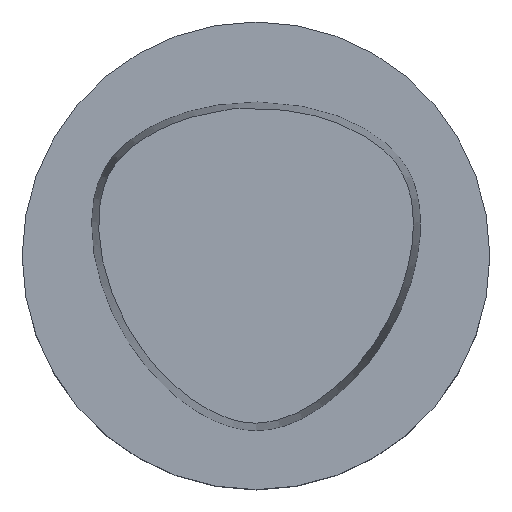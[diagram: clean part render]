
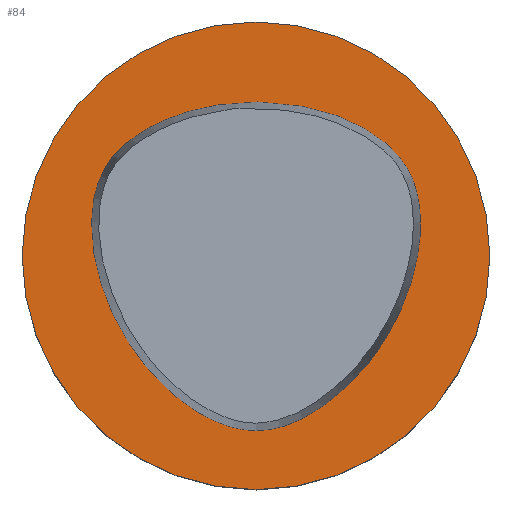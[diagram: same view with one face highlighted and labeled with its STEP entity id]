
A CAD part, top view. The second image highlights one B-rep face of the part: STEP entity #84.
In plain terms, the highlighted planar face has unit normal (0, 0, 1).
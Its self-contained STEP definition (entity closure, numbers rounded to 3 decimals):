
#76=EDGE_CURVE('Unnamed[1]',#185,#185,#186,.T.);
#84=ADVANCED_FACE('Unnamed[1]',(#196,#197),#198,.T.);
#126=EDGE_CURVE('Unnamed[1]',#234,#234,#259,.T.);
#185=VERTEX_POINT('',#326);
#186=CIRCLE('',#327,25.0);
#196=FACE_BOUND('',#340,.T.);
#197=FACE_OUTER_BOUND('',#341,.T.);
#198=PLANE('',#342);
#234=VERTEX_POINT('',#387);
#259=B_SPLINE_CURVE_WITH_KNOTS('',3,(#804,#805,#806,#807,#808,#809,#810,#811,#812,#813,#814,#815,#816,#817,#818,#819,#820,#821,#822,#823,#824,#825,#826,#827,#828,#829,#830,#831,#832,#833,#834,#835,#836,#837,#838,#839,#840,#841,#842,#843,#844,#845,#846,#847,#848,#849,#850,#851,#852,#853,#854,#855,#856,#857,#858,#859,#860,#861,#862,#863,#864,#865,#866,#867,#868,#869,#870,#871,#872,#873,#874,#875,#876,#877,#878,#879,#880,#881,#882,#883,#884,#885,#886,#887,#888,#889,#890,#891,#892,#893,#894,#895,#896,#897,#898,#899),.UNSPECIFIED.,.T.,.F.,(4,2,2,2,2,2,2,2,2,2,2,2,2,2,2,2,2,2,2,2,2,2,2,2,2,2,2,2,2,2,2,2,2,2,2,2,2,2,2,2,2,2,2,2,2,2,2,4),(0.0,0.,0.023,0.046,0.069,0.091,0.112,0.133,0.153,0.173,0.194,0.214,0.236,0.257,0.28,0.302,0.326,0.349,0.372,0.395,0.417,0.438,0.459,0.48,0.5,0.52,0.541,0.562,0.583,0.605,0.628,0.651,0.674,0.698,0.72,0.743,0.764,0.786,0.806,0.827,0.847,0.867,0.888,0.909,0.931,0.954,0.977,1.0),.UNSPECIFIED.);
#326=CARTESIAN_POINT('',(0.,25.0,0.));
#327=AXIS2_PLACEMENT_3D('',#1008,#1009,#1010);
#340=EDGE_LOOP('',(#1020));
#341=EDGE_LOOP('',(#1021));
#342=AXIS2_PLACEMENT_3D('',#1022,#1023,#1024);
#387=CARTESIAN_POINT('',(-0.001,-18.694,0.));
#804=CARTESIAN_POINT('',(-0.001,-18.694,0.));
#805=CARTESIAN_POINT('',(-0.011,-18.694,0.));
#806=CARTESIAN_POINT('',(-0.02,-18.694,0.));
#807=CARTESIAN_POINT('',(-0.871,-18.695,0.));
#808=CARTESIAN_POINT('',(-1.713,-18.556,0.));
#809=CARTESIAN_POINT('',(-3.347,-18.108,0.));
#810=CARTESIAN_POINT('',(-4.138,-17.797,0.0));
#811=CARTESIAN_POINT('',(-5.644,-17.061,0.));
#812=CARTESIAN_POINT('',(-6.361,-16.639,0.));
#813=CARTESIAN_POINT('',(-7.712,-15.718,0.));
#814=CARTESIAN_POINT('',(-8.348,-15.221,0.));
#815=CARTESIAN_POINT('',(-9.549,-14.18,0.0));
#816=CARTESIAN_POINT('',(-10.114,-13.638,0.));
#817=CARTESIAN_POINT('',(-11.179,-12.514,0.));
#818=CARTESIAN_POINT('',(-11.678,-11.934,0.0));
#819=CARTESIAN_POINT('',(-12.616,-10.742,0.));
#820=CARTESIAN_POINT('',(-13.055,-10.13,0.0));
#821=CARTESIAN_POINT('',(-13.877,-8.876,0.));
#822=CARTESIAN_POINT('',(-14.26,-8.233,0.));
#823=CARTESIAN_POINT('',(-14.972,-6.916,0.));
#824=CARTESIAN_POINT('',(-15.3,-6.242,0.0));
#825=CARTESIAN_POINT('',(-15.902,-4.857,0.0));
#826=CARTESIAN_POINT('',(-16.174,-4.147,0.));
#827=CARTESIAN_POINT('',(-16.658,-2.689,0.0));
#828=CARTESIAN_POINT('',(-16.869,-1.941,0.0));
#829=CARTESIAN_POINT('',(-17.218,-0.406,0.0));
#830=CARTESIAN_POINT('',(-17.354,0.381,0.0));
#831=CARTESIAN_POINT('',(-17.542,1.99,0.0));
#832=CARTESIAN_POINT('',(-17.59,2.813,0.0));
#833=CARTESIAN_POINT('',(-17.564,4.476,0.0));
#834=CARTESIAN_POINT('',(-17.486,5.317,0.0));
#835=CARTESIAN_POINT('',(-17.171,6.985,0.0));
#836=CARTESIAN_POINT('',(-16.933,7.811,0.0));
#837=CARTESIAN_POINT('',(-16.223,9.36,0.0));
#838=CARTESIAN_POINT('',(-15.753,10.083,0.0));
#839=CARTESIAN_POINT('',(-14.646,11.379,0.0));
#840=CARTESIAN_POINT('',(-14.011,11.953,0.0));
#841=CARTESIAN_POINT('',(-12.665,12.971,0.0));
#842=CARTESIAN_POINT('',(-11.955,13.418,0.));
#843=CARTESIAN_POINT('',(-10.5,14.197,0.0));
#844=CARTESIAN_POINT('',(-9.758,14.532,0.));
#845=CARTESIAN_POINT('',(-8.263,15.113,0.));
#846=CARTESIAN_POINT('',(-7.511,15.361,0.));
#847=CARTESIAN_POINT('',(-6.005,15.774,0.0));
#848=CARTESIAN_POINT('',(-5.251,15.94,0.));
#849=CARTESIAN_POINT('',(-3.745,16.178,0.));
#850=CARTESIAN_POINT('',(-2.993,16.252,0.));
#851=CARTESIAN_POINT('',(-1.489,16.39,0.));
#852=CARTESIAN_POINT('',(-0.738,16.454,0.));
#853=CARTESIAN_POINT('',(0.759,16.454,0.));
#854=CARTESIAN_POINT('',(1.505,16.392,0.));
#855=CARTESIAN_POINT('',(3.002,16.253,0.));
#856=CARTESIAN_POINT('',(3.753,16.176,0.));
#857=CARTESIAN_POINT('',(5.259,15.935,0.));
#858=CARTESIAN_POINT('',(6.013,15.769,0.));
#859=CARTESIAN_POINT('',(7.522,15.364,0.0));
#860=CARTESIAN_POINT('',(8.275,15.122,0.0));
#861=CARTESIAN_POINT('',(9.771,14.545,0.));
#862=CARTESIAN_POINT('',(10.514,14.208,0.0));
#863=CARTESIAN_POINT('',(11.964,13.421,0.));
#864=CARTESIAN_POINT('',(12.67,12.968,0.));
#865=CARTESIAN_POINT('',(14.011,11.942,0.0));
#866=CARTESIAN_POINT('',(14.644,11.366,0.0));
#867=CARTESIAN_POINT('',(15.747,10.068,0.));
#868=CARTESIAN_POINT('',(16.217,9.345,0.0));
#869=CARTESIAN_POINT('',(16.93,7.799,0.));
#870=CARTESIAN_POINT('',(17.173,6.976,0.0));
#871=CARTESIAN_POINT('',(17.495,5.311,0.0));
#872=CARTESIAN_POINT('',(17.574,4.469,0.0));
#873=CARTESIAN_POINT('',(17.598,2.805,0.0));
#874=CARTESIAN_POINT('',(17.546,1.982,0.0));
#875=CARTESIAN_POINT('',(17.353,0.374,0.0));
#876=CARTESIAN_POINT('',(17.214,-0.413,0.0));
#877=CARTESIAN_POINT('',(16.864,-1.947,0.0));
#878=CARTESIAN_POINT('',(16.655,-2.696,0.0));
#879=CARTESIAN_POINT('',(16.172,-4.154,0.0));
#880=CARTESIAN_POINT('',(15.9,-4.864,0.0));
#881=CARTESIAN_POINT('',(15.298,-6.248,0.0));
#882=CARTESIAN_POINT('',(14.969,-6.923,0.0));
#883=CARTESIAN_POINT('',(14.256,-8.24,0.0));
#884=CARTESIAN_POINT('',(13.873,-8.882,0.0));
#885=CARTESIAN_POINT('',(13.052,-10.136,0.0));
#886=CARTESIAN_POINT('',(12.612,-10.748,0.0));
#887=CARTESIAN_POINT('',(11.674,-11.94,0.0));
#888=CARTESIAN_POINT('',(11.173,-12.519,0.0));
#889=CARTESIAN_POINT('',(10.107,-13.641,0.));
#890=CARTESIAN_POINT('',(9.541,-14.183,0.0));
#891=CARTESIAN_POINT('',(8.337,-15.22,0.));
#892=CARTESIAN_POINT('',(7.7,-15.714,0.0));
#893=CARTESIAN_POINT('',(6.351,-16.64,0.));
#894=CARTESIAN_POINT('',(5.639,-17.071,0.));
#895=CARTESIAN_POINT('',(4.137,-17.815,0.));
#896=CARTESIAN_POINT('',(3.346,-18.127,0.));
#897=CARTESIAN_POINT('',(1.703,-18.565,0.));
#898=CARTESIAN_POINT('',(0.849,-18.69,0.0));
#899=CARTESIAN_POINT('',(-0.001,-18.694,0.));
#1008=CARTESIAN_POINT('',(0.0,0.0,0.0));
#1009=DIRECTION('',(0.,0.,-1.0));
#1010=DIRECTION('',(0.,1.0,0.));
#1020=ORIENTED_EDGE('',*,*,#126,.T.);
#1021=ORIENTED_EDGE('',*,*,#76,.F.);
#1022=CARTESIAN_POINT('',(0.,12.5,0.));
#1023=DIRECTION('',(0.,0.,1.0));
#1024=DIRECTION('',(0.,-1.0,0.));
